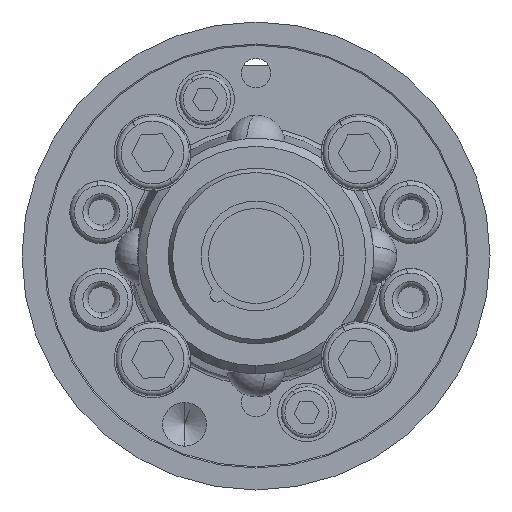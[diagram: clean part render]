
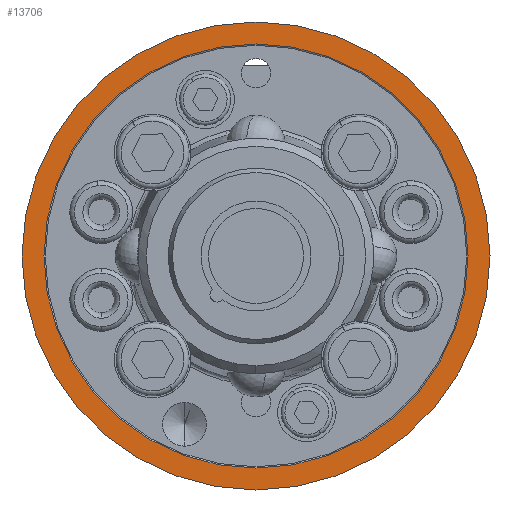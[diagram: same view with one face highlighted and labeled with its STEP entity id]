
A CAD part, front view. The second image highlights one B-rep face of the part: STEP entity #13706.
In plain terms, the highlighted planar face has unit normal (0, -1, 0).
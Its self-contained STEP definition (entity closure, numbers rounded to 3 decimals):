
#711 = FACE_OUTER_BOUND ( 'NONE', #9627, .T. ) ;
#1294 = EDGE_CURVE ( 'NONE', #27954, #23078, #15868, .T. ) ;
#2607 = EDGE_CURVE ( 'NONE', #23078, #27954, #31411, .T. ) ;
#3718 = VERTEX_POINT ( 'NONE', #18054 ) ;
#4110 = PLANE ( 'NONE',  #14107 ) ;
#6707 = ORIENTED_EDGE ( 'NONE', *, *, #1294, .F. ) ;
#7017 = DIRECTION ( 'NONE',  ( 0., 0., -1. ) ) ;
#9087 = DIRECTION ( 'NONE',  ( 0., 1., 0. ) ) ;
#9627 = EDGE_LOOP ( 'NONE', ( #6707, #12555 ) ) ;
#10678 = AXIS2_PLACEMENT_3D ( 'NONE', #25624, #9087, #28369 ) ;
#12026 = ORIENTED_EDGE ( 'NONE', *, *, #17648, .T. ) ;
#12546 = EDGE_CURVE ( 'NONE', #3718, #35515, #29739, .T. ) ;
#12555 = ORIENTED_EDGE ( 'NONE', *, *, #2607, .F. ) ;
#13706 = ADVANCED_FACE ( 'NONE', ( #711, #14518 ), #4110, .F. ) ;
#13764 = CARTESIAN_POINT ( 'NONE',  ( 0., -27., -32. ) ) ;
#14030 = EDGE_LOOP ( 'NONE', ( #17579, #12026 ) ) ;
#14107 = AXIS2_PLACEMENT_3D ( 'NONE', #17978, #23555, #7017 ) ;
#14156 = CARTESIAN_POINT ( 'NONE',  ( 0., -27., 0. ) ) ;
#14518 = FACE_BOUND ( 'NONE', #14030, .T. ) ;
#15193 = CARTESIAN_POINT ( 'NONE',  ( 0., -27., 0. ) ) ;
#15270 = DIRECTION ( 'NONE',  ( 0., 0., -1. ) ) ;
#15868 = CIRCLE ( 'NONE', #28845, 32. ) ;
#16927 = DIRECTION ( 'NONE',  ( 0., 0., -1. ) ) ;
#17579 = ORIENTED_EDGE ( 'NONE', *, *, #12546, .T. ) ;
#17648 = EDGE_CURVE ( 'NONE', #35515, #3718, #22382, .T. ) ;
#17978 = CARTESIAN_POINT ( 'NONE',  ( -29., -27., 0. ) ) ;
#18054 = CARTESIAN_POINT ( 'NONE',  ( 0., -27., 29. ) ) ;
#20914 = AXIS2_PLACEMENT_3D ( 'NONE', #14156, #33536, #16927 ) ;
#22382 = CIRCLE ( 'NONE', #20914, 29. ) ;
#22910 = CARTESIAN_POINT ( 'NONE',  ( 0., -27., 0. ) ) ;
#23078 = VERTEX_POINT ( 'NONE', #27193 ) ;
#23555 = DIRECTION ( 'NONE',  ( 0., 1., 0. ) ) ;
#24279 = DIRECTION ( 'NONE',  ( 0., 0., -1. ) ) ;
#25624 = CARTESIAN_POINT ( 'NONE',  ( 0., -27., 0. ) ) ;
#25709 = DIRECTION ( 'NONE',  ( 0., 1., 0. ) ) ;
#27193 = CARTESIAN_POINT ( 'NONE',  ( 0., -27., 32. ) ) ;
#27954 = VERTEX_POINT ( 'NONE', #13764 ) ;
#28369 = DIRECTION ( 'NONE',  ( 0., 0., -1. ) ) ;
#28707 = AXIS2_PLACEMENT_3D ( 'NONE', #22910, #25709, #15270 ) ;
#28845 = AXIS2_PLACEMENT_3D ( 'NONE', #15193, #31784, #24279 ) ;
#29739 = CIRCLE ( 'NONE', #10678, 29. ) ;
#31411 = CIRCLE ( 'NONE', #28707, 32. ) ;
#31784 = DIRECTION ( 'NONE',  ( 0., 1., 0. ) ) ;
#33536 = DIRECTION ( 'NONE',  ( 0., 1., 0. ) ) ;
#35232 = CARTESIAN_POINT ( 'NONE',  ( 0., -27., -29. ) ) ;
#35515 = VERTEX_POINT ( 'NONE', #35232 ) ;
